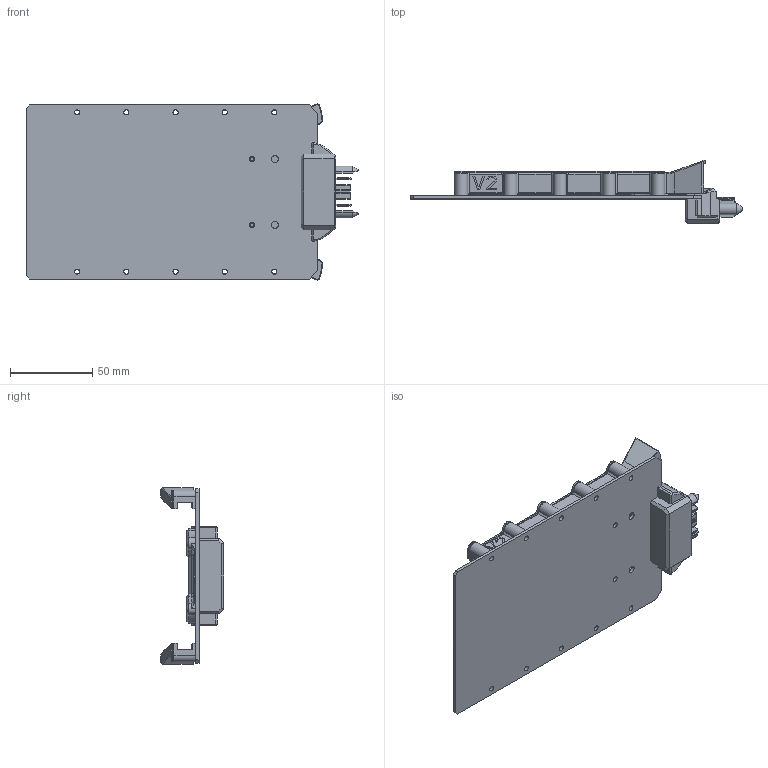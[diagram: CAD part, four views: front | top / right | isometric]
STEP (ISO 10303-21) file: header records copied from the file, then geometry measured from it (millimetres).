
FILE_DESCRIPTION((''),'2;1');
FILE_NAME('AEROTRAY6_SIMPLIFIED','2024-10-12T16:44:19',('johan'),(''),'CREO PARAMETRIC BY PTC INC, 2021063','CREO PARAMETRIC BY PTC INC, 2021063','');
FILE_SCHEMA(('CONFIG_CONTROL_DESIGN'));
Length unit declared in the file: millimetre
Products named in the file (1): AEROTRAY6_SIMPLIFIED
Bounding box: 202.15 x 38.55 x 107.4 mm (x, y, z)
Volume: 79443.6 mm3; surface area: 68943.2 mm2
Topology: 1 solids, 1 shells, 1547 faces, 4111 edges, 2659 vertices
Faces by surface type: plane 1007, cylinder 299, extrusion 139, cone 54, bspline 38, torus 10
Entity records: 49489 total; most frequent: CARTESIAN_POINT 11893, ORIENTED_EDGE 8218, DIRECTION 6855, EDGE_CURVE 4109, VECTOR 3143, LINE 3004, VERTEX_POINT 2659, AXIS2_PLACEMENT_3D 1856
